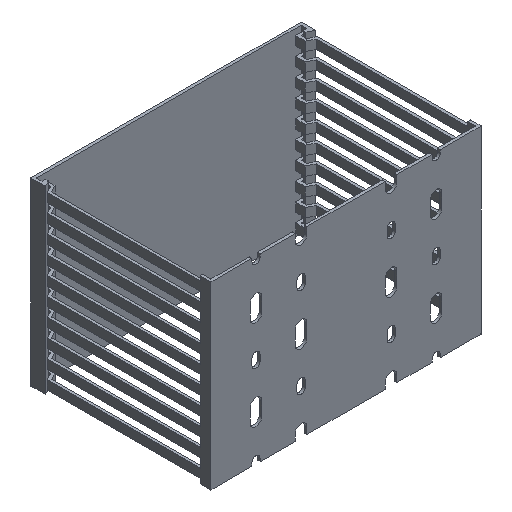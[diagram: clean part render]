
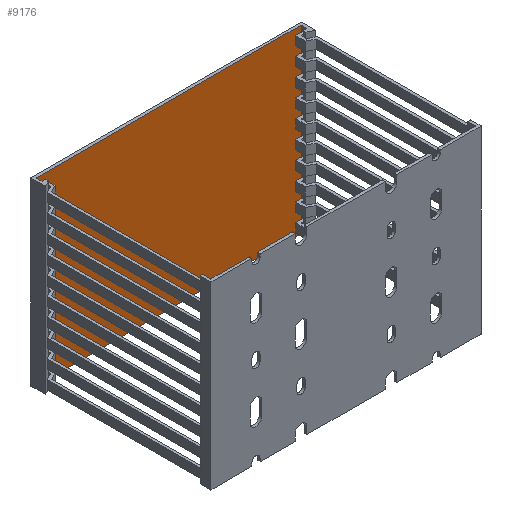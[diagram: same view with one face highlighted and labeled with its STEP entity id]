
A CAD part, isometric view. The second image highlights one B-rep face of the part: STEP entity #9176.
In plain terms, the highlighted planar face has unit normal (0, -1, 0).
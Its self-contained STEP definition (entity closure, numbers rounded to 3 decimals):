
#727 = DIRECTION ( 'NONE',  ( 0., 0., -1. ) ) ;
#829 = CARTESIAN_POINT ( 'NONE',  ( -73.5, 98.5, -100. ) ) ;
#2028 = VECTOR ( 'NONE', #2368, 1000. ) ;
#2077 = CARTESIAN_POINT ( 'NONE',  ( -73.5, 98.5, 0. ) ) ;
#2368 = DIRECTION ( 'NONE',  ( 0., 0., 1. ) ) ;
#3319 = DIRECTION ( 'NONE',  ( 1., 0., 0. ) ) ;
#3450 = VERTEX_POINT ( 'NONE', #5916 ) ;
#3753 = CARTESIAN_POINT ( 'NONE',  ( -73.5, 98.5, 0. ) ) ;
#4666 = EDGE_CURVE ( 'NONE', #8974, #5332, #5426, .T. ) ;
#4782 = VECTOR ( 'NONE', #10285, 1000. ) ;
#4821 = CARTESIAN_POINT ( 'NONE',  ( 73.5, 98.5, 0. ) ) ;
#5007 = PLANE ( 'NONE',  #7084 ) ;
#5332 = VERTEX_POINT ( 'NONE', #4821 ) ;
#5344 = ORIENTED_EDGE ( 'NONE', *, *, #5956, .T. ) ;
#5395 = ORIENTED_EDGE ( 'NONE', *, *, #6765, .T. ) ;
#5426 = LINE ( 'NONE', #3753, #4782 ) ;
#5436 = CARTESIAN_POINT ( 'NONE',  ( -73.5, 98.5, -100. ) ) ;
#5682 = VECTOR ( 'NONE', #3319, 1000. ) ;
#5701 = LINE ( 'NONE', #829, #5682 ) ;
#5916 = CARTESIAN_POINT ( 'NONE',  ( 73.5, 98.5, -100. ) ) ;
#5956 = EDGE_CURVE ( 'NONE', #3450, #5332, #7502, .T. ) ;
#6244 = CARTESIAN_POINT ( 'NONE',  ( -73.5, 98.5, -100. ) ) ;
#6564 = EDGE_LOOP ( 'NONE', ( #7025, #8154, #5395, #5344 ) ) ;
#6668 = DIRECTION ( 'NONE',  ( 0., -1., 0. ) ) ;
#6765 = EDGE_CURVE ( 'NONE', #7786, #3450, #5701, .T. ) ;
#7025 = ORIENTED_EDGE ( 'NONE', *, *, #4666, .F. ) ;
#7084 = AXIS2_PLACEMENT_3D ( 'NONE', #9102, #6668, #727 ) ;
#7260 = LINE ( 'NONE', #6244, #9668 ) ;
#7502 = LINE ( 'NONE', #9770, #2028 ) ;
#7786 = VERTEX_POINT ( 'NONE', #5436 ) ;
#8016 = DIRECTION ( 'NONE',  ( 0., 0., 1. ) ) ;
#8154 = ORIENTED_EDGE ( 'NONE', *, *, #9043, .F. ) ;
#8974 = VERTEX_POINT ( 'NONE', #2077 ) ;
#9043 = EDGE_CURVE ( 'NONE', #7786, #8974, #7260, .T. ) ;
#9051 = FACE_OUTER_BOUND ( 'NONE', #6564, .T. ) ;
#9102 = CARTESIAN_POINT ( 'NONE',  ( -73.5, 98.5, -100. ) ) ;
#9176 = ADVANCED_FACE ( 'NONE', ( #9051 ), #5007, .T. ) ;
#9668 = VECTOR ( 'NONE', #8016, 1000. ) ;
#9770 = CARTESIAN_POINT ( 'NONE',  ( 73.5, 98.5, -100. ) ) ;
#10285 = DIRECTION ( 'NONE',  ( 1., 0., 0. ) ) ;
